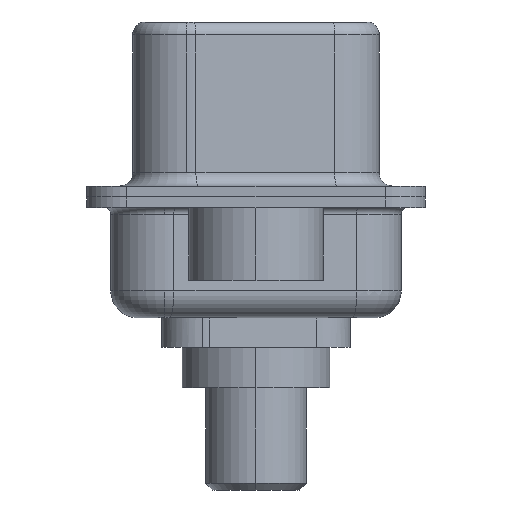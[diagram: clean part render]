
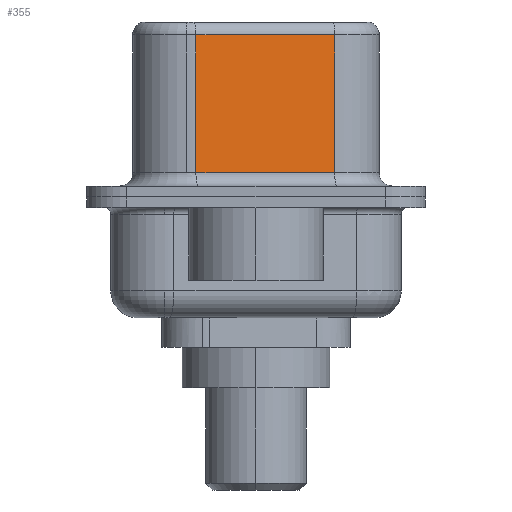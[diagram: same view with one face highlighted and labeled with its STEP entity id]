
A CAD part, left-side view. The second image highlights one B-rep face of the part: STEP entity #355.
In plain terms, the highlighted planar face has unit normal (-0.985, -0.174, 0).
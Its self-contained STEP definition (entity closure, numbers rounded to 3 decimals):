
#355 = ADVANCED_FACE ( 'NONE', ( #11776 ), #1149, .F. ) ;
#844 = CARTESIAN_POINT ( 'NONE',  ( 4.565, -2.927, 6.02 ) ) ;
#928 = VECTOR ( 'NONE', #5079, 1000. ) ;
#1149 = PLANE ( 'NONE',  #9958 ) ;
#1303 = EDGE_CURVE ( 'NONE', #10856, #13819, #9147, .T. ) ;
#1412 = CARTESIAN_POINT ( 'NONE',  ( 4.565, -2.927, 6.02 ) ) ;
#1988 = DIRECTION ( 'NONE',  ( -0.174, 0.985, 0. ) ) ;
#2205 = VERTEX_POINT ( 'NONE', #10219 ) ;
#3217 = CARTESIAN_POINT ( 'NONE',  ( 4.565, -2.927, 6.52 ) ) ;
#3831 = ORIENTED_EDGE ( 'NONE', *, *, #13363, .T. ) ;
#4528 = EDGE_CURVE ( 'NONE', #10856, #2205, #6065, .T. ) ;
#5079 = DIRECTION ( 'NONE',  ( 0.174, -0.985, 0. ) ) ;
#6025 = VECTOR ( 'NONE', #1988, 1000. ) ;
#6065 = LINE ( 'NONE', #15330, #8812 ) ;
#7319 = CARTESIAN_POINT ( 'NONE',  ( 3.655, 2.233, 0.9 ) ) ;
#7573 = ORIENTED_EDGE ( 'NONE', *, *, #15151, .T. ) ;
#7725 = LINE ( 'NONE', #14534, #928 ) ;
#7873 = EDGE_LOOP ( 'NONE', ( #13119, #9052, #3831, #7573 ) ) ;
#8812 = VECTOR ( 'NONE', #11324, 1000. ) ;
#9052 = ORIENTED_EDGE ( 'NONE', *, *, #1303, .T. ) ;
#9147 = LINE ( 'NONE', #844, #6025 ) ;
#9958 = AXIS2_PLACEMENT_3D ( 'NONE', #3217, #13269, #12915 ) ;
#9976 = CARTESIAN_POINT ( 'NONE',  ( 3.655, 2.233, 6.02 ) ) ;
#10219 = CARTESIAN_POINT ( 'NONE',  ( 4.565, -2.927, 0.9 ) ) ;
#10856 = VERTEX_POINT ( 'NONE', #1412 ) ;
#11324 = DIRECTION ( 'NONE',  ( 0., 0., -1. ) ) ;
#11776 = FACE_OUTER_BOUND ( 'NONE', #7873, .T. ) ;
#12847 = DIRECTION ( 'NONE',  ( 0., 0., -1. ) ) ;
#12894 = VERTEX_POINT ( 'NONE', #7319 ) ;
#12915 = DIRECTION ( 'NONE',  ( -0.174, 0.985, 0. ) ) ;
#12967 = LINE ( 'NONE', #15213, #13341 ) ;
#13119 = ORIENTED_EDGE ( 'NONE', *, *, #4528, .F. ) ;
#13269 = DIRECTION ( 'NONE',  ( 0.985, 0.174, 0. ) ) ;
#13341 = VECTOR ( 'NONE', #12847, 1000. ) ;
#13363 = EDGE_CURVE ( 'NONE', #13819, #12894, #12967, .T. ) ;
#13819 = VERTEX_POINT ( 'NONE', #9976 ) ;
#14534 = CARTESIAN_POINT ( 'NONE',  ( 4.565, -2.927, 0.9 ) ) ;
#15151 = EDGE_CURVE ( 'NONE', #12894, #2205, #7725, .T. ) ;
#15213 = CARTESIAN_POINT ( 'NONE',  ( 3.655, 2.233, 6.52 ) ) ;
#15330 = CARTESIAN_POINT ( 'NONE',  ( 4.565, -2.927, 6.52 ) ) ;
